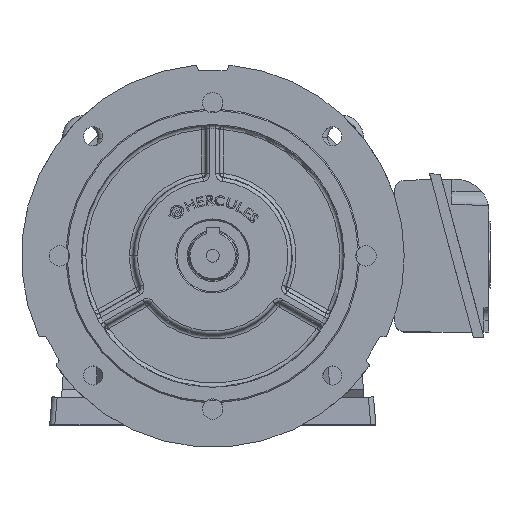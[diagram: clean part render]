
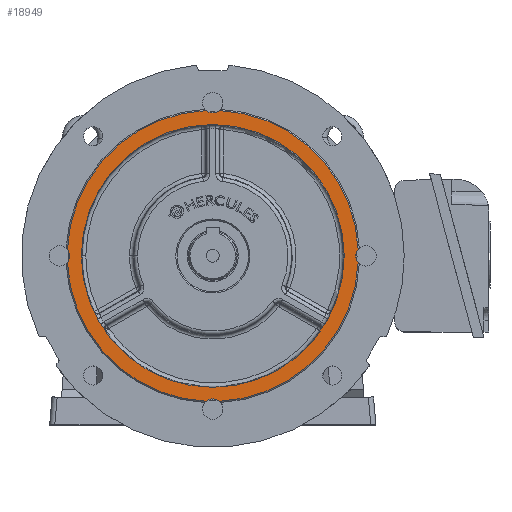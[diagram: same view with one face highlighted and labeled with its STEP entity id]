
A CAD part, top view. The second image highlights one B-rep face of the part: STEP entity #18949.
In plain terms, the highlighted planar face has unit normal (0, 0, 1).
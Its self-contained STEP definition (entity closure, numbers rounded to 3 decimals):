
#421 = CIRCLE ( 'NONE', #1805, 114. ) ;
#1106 = EDGE_CURVE ( 'NONE', #52054, #67501, #55769, .T. ) ;
#1805 = AXIS2_PLACEMENT_3D ( 'NONE', #47920, #42164, #55342 ) ;
#1912 = VERTEX_POINT ( 'NONE', #52630 ) ;
#2237 = VERTEX_POINT ( 'NONE', #64492 ) ;
#2872 = EDGE_CURVE ( 'NONE', #11672, #1912, #83961, .T. ) ;
#6473 = CARTESIAN_POINT ( 'NONE',  ( 0., 0., 66.5 ) ) ;
#7324 = DIRECTION ( 'NONE',  ( 1., 0., 0. ) ) ;
#8787 = CARTESIAN_POINT ( 'NONE',  ( 112., 0., 66.5 ) ) ;
#9651 = AXIS2_PLACEMENT_3D ( 'NONE', #21795, #75242, #84890 ) ;
#10786 = DIRECTION ( 'NONE',  ( 0., 0., 1. ) ) ;
#10961 = AXIS2_PLACEMENT_3D ( 'NONE', #43533, #83890, #24280 ) ;
#11672 = VERTEX_POINT ( 'NONE', #13054 ) ;
#12604 = EDGE_CURVE ( 'NONE', #36022, #33509, #26404, .T. ) ;
#12878 = CIRCLE ( 'NONE', #53502, 8. ) ;
#13054 = CARTESIAN_POINT ( 'NONE',  ( -112., 0., 66.5 ) ) ;
#15605 = CARTESIAN_POINT ( 'NONE',  ( 0., 0., 66.5 ) ) ;
#16541 = DIRECTION ( 'NONE',  ( 0., 0., 1. ) ) ;
#16733 = AXIS2_PLACEMENT_3D ( 'NONE', #78760, #39242, #20004 ) ;
#17687 = DIRECTION ( 'NONE',  ( 0., -1., 0. ) ) ;
#17979 = CIRCLE ( 'NONE', #10961, 8. ) ;
#18219 = DIRECTION ( 'NONE',  ( 0., 0., 1. ) ) ;
#18949 = ADVANCED_FACE ( 'NONE', ( #72507, #25211 ), #80449, .T. ) ;
#20004 = DIRECTION ( 'NONE',  ( 0., 1., 0. ) ) ;
#20114 = DIRECTION ( 'NONE',  ( 1., 0., 0. ) ) ;
#20338 = ORIENTED_EDGE ( 'NONE', *, *, #75451, .F. ) ;
#20644 = VERTEX_POINT ( 'NONE', #62592 ) ;
#21795 = CARTESIAN_POINT ( 'NONE',  ( 0., 0., 66.5 ) ) ;
#23061 = DIRECTION ( 'NONE',  ( 1., 0., 0. ) ) ;
#24280 = DIRECTION ( 'NONE',  ( 0., -1., 0. ) ) ;
#25211 = FACE_BOUND ( 'NONE', #29782, .T. ) ;
#26215 = EDGE_LOOP ( 'NONE', ( #29276, #32134, #20338, #64536, #67059, #58928, #27405, #40618, #44997, #66346 ) ) ;
#26337 = EDGE_CURVE ( 'NONE', #37091, #83067, #421, .T. ) ;
#26404 = CIRCLE ( 'NONE', #9651, 102.93 ) ;
#27405 = ORIENTED_EDGE ( 'NONE', *, *, #67638, .T. ) ;
#28627 = EDGE_CURVE ( 'NONE', #2237, #65487, #67808, .T. ) ;
#29276 = ORIENTED_EDGE ( 'NONE', *, *, #57578, .F. ) ;
#29782 = EDGE_LOOP ( 'NONE', ( #70347, #76576 ) ) ;
#31645 = DIRECTION ( 'NONE',  ( 0., 0., 1. ) ) ;
#32100 = CIRCLE ( 'NONE', #78310, 8. ) ;
#32134 = ORIENTED_EDGE ( 'NONE', *, *, #28627, .T. ) ;
#33178 = DIRECTION ( 'NONE',  ( 0., 0., -1. ) ) ;
#33509 = VERTEX_POINT ( 'NONE', #53413 ) ;
#33542 = CARTESIAN_POINT ( 'NONE',  ( -113.883, -5.156, 66.5 ) ) ;
#36022 = VERTEX_POINT ( 'NONE', #45821 ) ;
#36849 = CIRCLE ( 'NONE', #49517, 114. ) ;
#37091 = VERTEX_POINT ( 'NONE', #33542 ) ;
#38349 = DIRECTION ( 'NONE',  ( -1., 0., 0. ) ) ;
#39242 = DIRECTION ( 'NONE',  ( 0., 0., 1. ) ) ;
#40605 = DIRECTION ( 'NONE',  ( 0., 0., 1. ) ) ;
#40618 = ORIENTED_EDGE ( 'NONE', *, *, #2872, .F. ) ;
#42164 = DIRECTION ( 'NONE',  ( 0., 0., 1. ) ) ;
#42539 = CARTESIAN_POINT ( 'NONE',  ( -5.156, -113.883, 66.5 ) ) ;
#43533 = CARTESIAN_POINT ( 'NONE',  ( 120., 0., 66.5 ) ) ;
#44997 = ORIENTED_EDGE ( 'NONE', *, *, #74417, .F. ) ;
#45821 = CARTESIAN_POINT ( 'NONE',  ( 102.93, 0., 66.5 ) ) ;
#47920 = CARTESIAN_POINT ( 'NONE',  ( 0., 0., 66.5 ) ) ;
#49517 = AXIS2_PLACEMENT_3D ( 'NONE', #15605, #56366, #23061 ) ;
#50583 = DIRECTION ( 'NONE',  ( 0., 0., 1. ) ) ;
#51580 = AXIS2_PLACEMENT_3D ( 'NONE', #67367, #40605, #7324 ) ;
#52054 = VERTEX_POINT ( 'NONE', #70606 ) ;
#52208 = AXIS2_PLACEMENT_3D ( 'NONE', #6473, #33178, #20114 ) ;
#52630 = CARTESIAN_POINT ( 'NONE',  ( -113.883, 5.156, 66.5 ) ) ;
#53413 = CARTESIAN_POINT ( 'NONE',  ( -102.93, 0., 66.5 ) ) ;
#53502 = AXIS2_PLACEMENT_3D ( 'NONE', #78713, #18219, #38349 ) ;
#55342 = DIRECTION ( 'NONE',  ( 1., 0., 0. ) ) ;
#55769 = CIRCLE ( 'NONE', #51580, 8. ) ;
#56052 = AXIS2_PLACEMENT_3D ( 'NONE', #79059, #50583, #17687 ) ;
#56366 = DIRECTION ( 'NONE',  ( 0., 0., 1. ) ) ;
#56371 = CARTESIAN_POINT ( 'NONE',  ( 113.883, -5.156, 66.5 ) ) ;
#57578 = EDGE_CURVE ( 'NONE', #2237, #83067, #12878, .T. ) ;
#58415 = DIRECTION ( 'NONE',  ( 0., 1., 0. ) ) ;
#58928 = ORIENTED_EDGE ( 'NONE', *, *, #1106, .F. ) ;
#59214 = CIRCLE ( 'NONE', #52208, 102.93 ) ;
#59453 = EDGE_CURVE ( 'NONE', #20644, #67501, #36849, .T. ) ;
#60251 = DIRECTION ( 'NONE',  ( 1., 0., 0. ) ) ;
#61609 = CIRCLE ( 'NONE', #56052, 8. ) ;
#62592 = CARTESIAN_POINT ( 'NONE',  ( 113.883, 5.156, 66.5 ) ) ;
#62893 = EDGE_CURVE ( 'NONE', #33509, #36022, #59214, .T. ) ;
#64492 = CARTESIAN_POINT ( 'NONE',  ( 5.156, -113.883, 66.5 ) ) ;
#64536 = ORIENTED_EDGE ( 'NONE', *, *, #78842, .F. ) ;
#65487 = VERTEX_POINT ( 'NONE', #56371 ) ;
#65503 = CARTESIAN_POINT ( 'NONE',  ( 0., 95., 66.5 ) ) ;
#66346 = ORIENTED_EDGE ( 'NONE', *, *, #26337, .T. ) ;
#67059 = ORIENTED_EDGE ( 'NONE', *, *, #59453, .T. ) ;
#67090 = VERTEX_POINT ( 'NONE', #8787 ) ;
#67367 = CARTESIAN_POINT ( 'NONE',  ( 0., 120., 66.5 ) ) ;
#67501 = VERTEX_POINT ( 'NONE', #75286 ) ;
#67638 = EDGE_CURVE ( 'NONE', #52054, #1912, #75007, .T. ) ;
#67808 = CIRCLE ( 'NONE', #79048, 114. ) ;
#69141 = CARTESIAN_POINT ( 'NONE',  ( 0., 0., 66.5 ) ) ;
#70347 = ORIENTED_EDGE ( 'NONE', *, *, #12604, .T. ) ;
#70398 = AXIS2_PLACEMENT_3D ( 'NONE', #65503, #85720, #60251 ) ;
#70606 = CARTESIAN_POINT ( 'NONE',  ( -5.156, 113.883, 66.5 ) ) ;
#70824 = DIRECTION ( 'NONE',  ( 1., 0., 0. ) ) ;
#71982 = CARTESIAN_POINT ( 'NONE',  ( -120., 0., 66.5 ) ) ;
#72507 = FACE_OUTER_BOUND ( 'NONE', #26215, .T. ) ;
#74417 = EDGE_CURVE ( 'NONE', #37091, #11672, #32100, .T. ) ;
#75007 = CIRCLE ( 'NONE', #86239, 114. ) ;
#75242 = DIRECTION ( 'NONE',  ( 0., 0., -1. ) ) ;
#75286 = CARTESIAN_POINT ( 'NONE',  ( 5.156, 113.883, 66.5 ) ) ;
#75451 = EDGE_CURVE ( 'NONE', #67090, #65487, #61609, .T. ) ;
#76576 = ORIENTED_EDGE ( 'NONE', *, *, #62893, .T. ) ;
#77026 = DIRECTION ( 'NONE',  ( 1., 0., 0. ) ) ;
#77444 = CARTESIAN_POINT ( 'NONE',  ( 0., 0., 66.5 ) ) ;
#78310 = AXIS2_PLACEMENT_3D ( 'NONE', #71982, #31645, #58415 ) ;
#78713 = CARTESIAN_POINT ( 'NONE',  ( 0., -120., 66.5 ) ) ;
#78760 = CARTESIAN_POINT ( 'NONE',  ( -120., 0., 66.5 ) ) ;
#78842 = EDGE_CURVE ( 'NONE', #20644, #67090, #17979, .T. ) ;
#79048 = AXIS2_PLACEMENT_3D ( 'NONE', #77444, #10786, #70824 ) ;
#79059 = CARTESIAN_POINT ( 'NONE',  ( 120., 0., 66.5 ) ) ;
#80449 = PLANE ( 'NONE',  #70398 ) ;
#83067 = VERTEX_POINT ( 'NONE', #42539 ) ;
#83890 = DIRECTION ( 'NONE',  ( 0., 0., 1. ) ) ;
#83961 = CIRCLE ( 'NONE', #16733, 8. ) ;
#84890 = DIRECTION ( 'NONE',  ( 1., 0., 0. ) ) ;
#85720 = DIRECTION ( 'NONE',  ( 0., 0., 1. ) ) ;
#86239 = AXIS2_PLACEMENT_3D ( 'NONE', #69141, #16541, #77026 ) ;
